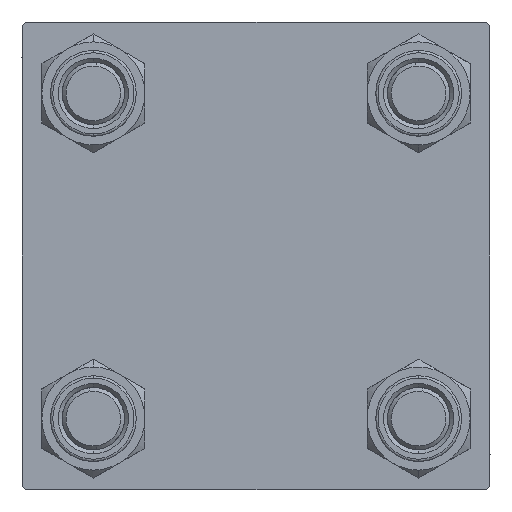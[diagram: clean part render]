
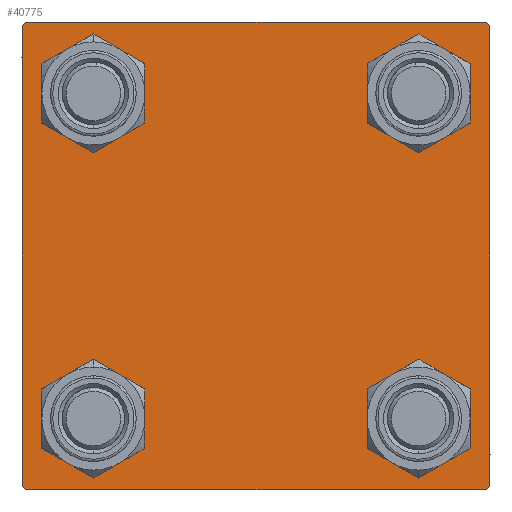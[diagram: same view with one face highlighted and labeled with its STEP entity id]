
A CAD part, left-side view. The second image highlights one B-rep face of the part: STEP entity #40775.
In plain terms, the highlighted planar face has unit normal (-1, 0, 0).
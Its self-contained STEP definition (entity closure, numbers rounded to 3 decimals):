
#4 = CARTESIAN_POINT ( 'NONE',  ( 0., -30., 30. ) ) ;
#140 = EDGE_CURVE ( 'NONE', #27703, #2858, #21628, .T. ) ;
#314 = CARTESIAN_POINT ( 'NONE',  ( 0., -20.85, 16.35 ) ) ;
#570 = LINE ( 'NONE', #20075, #27338 ) ;
#740 = ORIENTED_EDGE ( 'NONE', *, *, #24059, .T. ) ;
#1381 = ORIENTED_EDGE ( 'NONE', *, *, #24418, .T. ) ;
#1564 = LINE ( 'NONE', #28492, #44248 ) ;
#2382 = ORIENTED_EDGE ( 'NONE', *, *, #25669, .T. ) ;
#2423 = EDGE_CURVE ( 'NONE', #17522, #14332, #45481, .T. ) ;
#2858 = VERTEX_POINT ( 'NONE', #20961 ) ;
#2926 = DIRECTION ( 'NONE',  ( 1., 0., 0. ) ) ;
#3357 = LINE ( 'NONE', #4, #8873 ) ;
#3736 = CARTESIAN_POINT ( 'NONE',  ( 0., 29.75, 29.75 ) ) ;
#4232 = CARTESIAN_POINT ( 'NONE',  ( 0., 20.85, -16.35 ) ) ;
#4967 = CARTESIAN_POINT ( 'NONE',  ( 0., 20.85, 16.35 ) ) ;
#5020 = CARTESIAN_POINT ( 'NONE',  ( 0., -29.75, 29.75 ) ) ;
#5159 = CARTESIAN_POINT ( 'NONE',  ( 0., -20.85, 20.85 ) ) ;
#5162 = PLANE ( 'NONE',  #38708 ) ;
#5374 = VERTEX_POINT ( 'NONE', #12368 ) ;
#6147 = LINE ( 'NONE', #49993, #20650 ) ;
#6273 = ORIENTED_EDGE ( 'NONE', *, *, #17453, .T. ) ;
#6374 = AXIS2_PLACEMENT_3D ( 'NONE', #5159, #36458, #25160 ) ;
#6650 = ORIENTED_EDGE ( 'NONE', *, *, #19090, .T. ) ;
#7314 = CARTESIAN_POINT ( 'NONE',  ( 0., 0., 0. ) ) ;
#7547 = ORIENTED_EDGE ( 'NONE', *, *, #49575, .T. ) ;
#8426 = VERTEX_POINT ( 'NONE', #33148 ) ;
#8873 = VECTOR ( 'NONE', #42852, 1000. ) ;
#8910 = EDGE_LOOP ( 'NONE', ( #9914, #39678 ) ) ;
#9914 = ORIENTED_EDGE ( 'NONE', *, *, #40689, .T. ) ;
#10531 = DIRECTION ( 'NONE',  ( 0., -0.707, 0.707 ) ) ;
#11122 = CARTESIAN_POINT ( 'NONE',  ( 0., -20.85, -25.35 ) ) ;
#11228 = EDGE_CURVE ( 'NONE', #31296, #13366, #3357, .T. ) ;
#12216 = CARTESIAN_POINT ( 'NONE',  ( 0., -30., -29.5 ) ) ;
#12368 = CARTESIAN_POINT ( 'NONE',  ( 0., -29.5, 30. ) ) ;
#12630 = EDGE_CURVE ( 'NONE', #8426, #37918, #44126, .T. ) ;
#12916 = ORIENTED_EDGE ( 'NONE', *, *, #11228, .F. ) ;
#13366 = VERTEX_POINT ( 'NONE', #12216 ) ;
#14332 = VERTEX_POINT ( 'NONE', #4232 ) ;
#14928 = VERTEX_POINT ( 'NONE', #46914 ) ;
#15153 = DIRECTION ( 'NONE',  ( 0., 0., 1. ) ) ;
#15264 = CARTESIAN_POINT ( 'NONE',  ( 0., -29.5, -30. ) ) ;
#15813 = EDGE_CURVE ( 'NONE', #40960, #37112, #1564, .T. ) ;
#16211 = DIRECTION ( 'NONE',  ( 0., 0., -1. ) ) ;
#16695 = DIRECTION ( 'NONE',  ( 0., 0., 1. ) ) ;
#17210 = DIRECTION ( 'NONE',  ( 0., 0., 1. ) ) ;
#17453 = EDGE_CURVE ( 'NONE', #14928, #20660, #18870, .T. ) ;
#17522 = VERTEX_POINT ( 'NONE', #25770 ) ;
#18138 = CARTESIAN_POINT ( 'NONE',  ( 0., 20.85, 20.85 ) ) ;
#18156 = EDGE_CURVE ( 'NONE', #14928, #5374, #27195, .T. ) ;
#18247 = VECTOR ( 'NONE', #10531, 1000. ) ;
#18475 = CARTESIAN_POINT ( 'NONE',  ( 0., -29.75, -29.75 ) ) ;
#18811 = CARTESIAN_POINT ( 'NONE',  ( 0., 20.85, -20.85 ) ) ;
#18870 = LINE ( 'NONE', #3736, #47612 ) ;
#19090 = EDGE_CURVE ( 'NONE', #20933, #48417, #26341, .T. ) ;
#19352 = FACE_BOUND ( 'NONE', #36725, .T. ) ;
#19547 = CARTESIAN_POINT ( 'NONE',  ( 0., -20.85, 20.85 ) ) ;
#20075 = CARTESIAN_POINT ( 'NONE',  ( 0., 30., 30. ) ) ;
#20254 = DIRECTION ( 'NONE',  ( 0., -1., 0. ) ) ;
#20650 = VECTOR ( 'NONE', #38184, 1000. ) ;
#20660 = VERTEX_POINT ( 'NONE', #22510 ) ;
#20765 = AXIS2_PLACEMENT_3D ( 'NONE', #48830, #25470, #24692 ) ;
#20799 = FACE_BOUND ( 'NONE', #35145, .T. ) ;
#20933 = VERTEX_POINT ( 'NONE', #40945 ) ;
#20961 = CARTESIAN_POINT ( 'NONE',  ( 0., -20.85, 25.35 ) ) ;
#21628 = CIRCLE ( 'NONE', #47049, 4.5 ) ;
#21741 = CIRCLE ( 'NONE', #25839, 4.5 ) ;
#22369 = DIRECTION ( 'NONE',  ( 1., 0., 0. ) ) ;
#22510 = CARTESIAN_POINT ( 'NONE',  ( 0., 30., 29.5 ) ) ;
#22552 = EDGE_LOOP ( 'NONE', ( #38316, #48252, #33512, #2382, #12916, #740, #39048, #6273 ) ) ;
#22619 = CARTESIAN_POINT ( 'NONE',  ( 0., -20.85, -20.85 ) ) ;
#23839 = VECTOR ( 'NONE', #20254, 1000. ) ;
#24059 = EDGE_CURVE ( 'NONE', #31296, #5374, #32461, .T. ) ;
#24418 = EDGE_CURVE ( 'NONE', #48417, #20933, #48539, .T. ) ;
#24692 = DIRECTION ( 'NONE',  ( 0., 0., 1. ) ) ;
#25157 = CARTESIAN_POINT ( 'NONE',  ( 0., 20.85, 20.85 ) ) ;
#25160 = DIRECTION ( 'NONE',  ( 0., 0., 1. ) ) ;
#25470 = DIRECTION ( 'NONE',  ( 1., 0., 0. ) ) ;
#25669 = EDGE_CURVE ( 'NONE', #37112, #13366, #25921, .T. ) ;
#25770 = CARTESIAN_POINT ( 'NONE',  ( 0., 20.85, -25.35 ) ) ;
#25839 = AXIS2_PLACEMENT_3D ( 'NONE', #25157, #40824, #17210 ) ;
#25880 = ORIENTED_EDGE ( 'NONE', *, *, #12630, .T. ) ;
#25921 = LINE ( 'NONE', #18475, #18247 ) ;
#26341 = CIRCLE ( 'NONE', #34536, 4.5 ) ;
#26349 = CARTESIAN_POINT ( 'NONE',  ( 0., 30., -29.5 ) ) ;
#26639 = AXIS2_PLACEMENT_3D ( 'NONE', #18811, #2926, #49878 ) ;
#27195 = LINE ( 'NONE', #39767, #23839 ) ;
#27338 = VECTOR ( 'NONE', #16211, 1000. ) ;
#27703 = VERTEX_POINT ( 'NONE', #314 ) ;
#28492 = CARTESIAN_POINT ( 'NONE',  ( 0., 30., -30. ) ) ;
#28493 = FACE_BOUND ( 'NONE', #8910, .T. ) ;
#28565 = EDGE_CURVE ( 'NONE', #20660, #31415, #570, .T. ) ;
#29714 = ORIENTED_EDGE ( 'NONE', *, *, #140, .T. ) ;
#30344 = DIRECTION ( 'NONE',  ( 1., 0., 0. ) ) ;
#31296 = VERTEX_POINT ( 'NONE', #43307 ) ;
#31415 = VERTEX_POINT ( 'NONE', #26349 ) ;
#32461 = LINE ( 'NONE', #5020, #43597 ) ;
#33148 = CARTESIAN_POINT ( 'NONE',  ( 0., 20.85, 25.35 ) ) ;
#33512 = ORIENTED_EDGE ( 'NONE', *, *, #15813, .T. ) ;
#34294 = AXIS2_PLACEMENT_3D ( 'NONE', #18138, #44308, #49206 ) ;
#34437 = DIRECTION ( 'NONE',  ( 0., 0., 1. ) ) ;
#34536 = AXIS2_PLACEMENT_3D ( 'NONE', #22619, #22369, #15153 ) ;
#34784 = DIRECTION ( 'NONE',  ( 0., 0.707, -0.707 ) ) ;
#35145 = EDGE_LOOP ( 'NONE', ( #6650, #1381 ) ) ;
#35718 = EDGE_LOOP ( 'NONE', ( #7547, #29714 ) ) ;
#35807 = DIRECTION ( 'NONE',  ( 0., 0.707, 0.707 ) ) ;
#35832 = CIRCLE ( 'NONE', #6374, 4.5 ) ;
#36199 = FACE_OUTER_BOUND ( 'NONE', #22552, .T. ) ;
#36458 = DIRECTION ( 'NONE',  ( 1., 0., 0. ) ) ;
#36725 = EDGE_LOOP ( 'NONE', ( #25880, #45812 ) ) ;
#36746 = EDGE_CURVE ( 'NONE', #31415, #40960, #6147, .T. ) ;
#37112 = VERTEX_POINT ( 'NONE', #15264 ) ;
#37619 = DIRECTION ( 'NONE',  ( 0., 0., 1. ) ) ;
#37864 = DIRECTION ( 'NONE',  ( 1., 0., 0. ) ) ;
#37918 = VERTEX_POINT ( 'NONE', #4967 ) ;
#38184 = DIRECTION ( 'NONE',  ( 0., -0.707, -0.707 ) ) ;
#38316 = ORIENTED_EDGE ( 'NONE', *, *, #28565, .T. ) ;
#38708 = AXIS2_PLACEMENT_3D ( 'NONE', #7314, #47749, #16695 ) ;
#39048 = ORIENTED_EDGE ( 'NONE', *, *, #18156, .F. ) ;
#39107 = CARTESIAN_POINT ( 'NONE',  ( 0., 29.5, -30. ) ) ;
#39678 = ORIENTED_EDGE ( 'NONE', *, *, #2423, .T. ) ;
#39767 = CARTESIAN_POINT ( 'NONE',  ( 0., 30., 30. ) ) ;
#39799 = DIRECTION ( 'NONE',  ( 0., -1., 0. ) ) ;
#40307 = FACE_BOUND ( 'NONE', #35718, .T. ) ;
#40689 = EDGE_CURVE ( 'NONE', #14332, #17522, #43558, .T. ) ;
#40775 = ADVANCED_FACE ( 'NONE', ( #40307, #20799, #28493, #19352, #36199 ), #5162, .T. ) ;
#40824 = DIRECTION ( 'NONE',  ( 1., 0., 0. ) ) ;
#40945 = CARTESIAN_POINT ( 'NONE',  ( 0., -20.85, -16.35 ) ) ;
#40960 = VERTEX_POINT ( 'NONE', #39107 ) ;
#41712 = CARTESIAN_POINT ( 'NONE',  ( 0., 20.85, -20.85 ) ) ;
#42852 = DIRECTION ( 'NONE',  ( 0., 0., -1. ) ) ;
#43307 = CARTESIAN_POINT ( 'NONE',  ( 0., -30., 29.5 ) ) ;
#43558 = CIRCLE ( 'NONE', #46122, 4.5 ) ;
#43597 = VECTOR ( 'NONE', #35807, 1000. ) ;
#44126 = CIRCLE ( 'NONE', #34294, 4.5 ) ;
#44248 = VECTOR ( 'NONE', #39799, 1000. ) ;
#44308 = DIRECTION ( 'NONE',  ( 1., 0., 0. ) ) ;
#45481 = CIRCLE ( 'NONE', #26639, 4.5 ) ;
#45812 = ORIENTED_EDGE ( 'NONE', *, *, #46491, .T. ) ;
#46122 = AXIS2_PLACEMENT_3D ( 'NONE', #41712, #37864, #37619 ) ;
#46491 = EDGE_CURVE ( 'NONE', #37918, #8426, #21741, .T. ) ;
#46914 = CARTESIAN_POINT ( 'NONE',  ( 0., 29.5, 30. ) ) ;
#47049 = AXIS2_PLACEMENT_3D ( 'NONE', #19547, #30344, #34437 ) ;
#47612 = VECTOR ( 'NONE', #34784, 1000. ) ;
#47749 = DIRECTION ( 'NONE',  ( -1., 0., 0. ) ) ;
#48252 = ORIENTED_EDGE ( 'NONE', *, *, #36746, .T. ) ;
#48417 = VERTEX_POINT ( 'NONE', #11122 ) ;
#48539 = CIRCLE ( 'NONE', #20765, 4.5 ) ;
#48830 = CARTESIAN_POINT ( 'NONE',  ( 0., -20.85, -20.85 ) ) ;
#49206 = DIRECTION ( 'NONE',  ( 0., 0., 1. ) ) ;
#49575 = EDGE_CURVE ( 'NONE', #2858, #27703, #35832, .T. ) ;
#49878 = DIRECTION ( 'NONE',  ( 0., 0., 1. ) ) ;
#49993 = CARTESIAN_POINT ( 'NONE',  ( 0., 29.75, -29.75 ) ) ;
